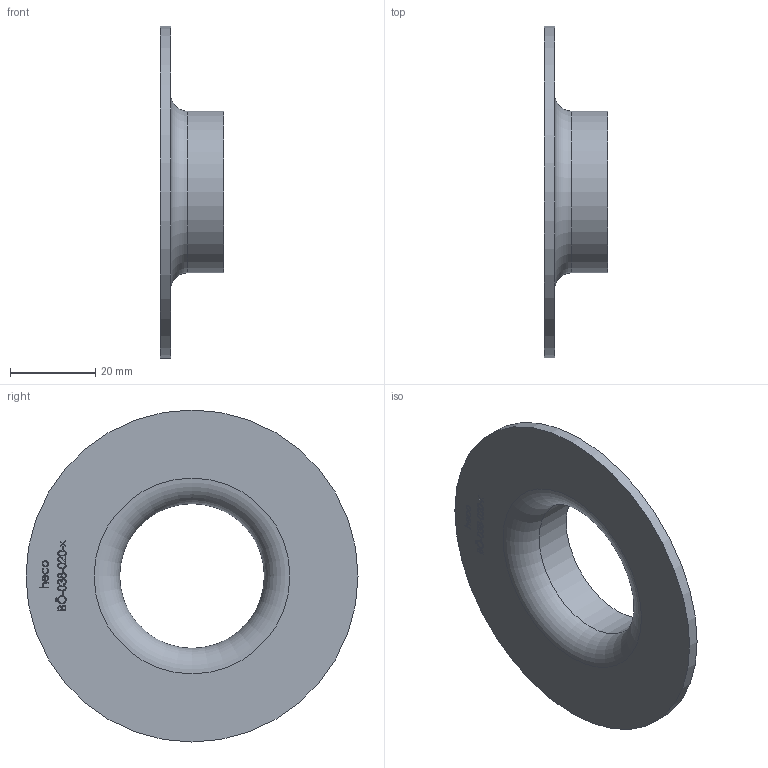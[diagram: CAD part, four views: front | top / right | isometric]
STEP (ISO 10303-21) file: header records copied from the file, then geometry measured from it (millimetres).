
FILE_DESCRIPTION (( 'STEP AP214' ), '1' );
FILE_NAME ('BÖ-038-020-x Vorschweissbördel 2012.STEP', '2020-12-02T11:07:51', ( '' ), ( '' ), 'SwSTEP 2.0', 'SolidWorks 2019', '' );
FILE_SCHEMA (( 'AUTOMOTIVE_DESIGN' ));
Length unit declared in the file: millimetre
Products named in the file (1): BÖ-038-020-x Vorschweissbördel 2012
Bounding box: 15 x 78 x 78 mm (x, y, z)
Volume: 12038.5 mm3; surface area: 11036.9 mm2
Topology: 1 solids, 1 shells, 215 faces, 550 edges, 366 vertices
Faces by surface type: bspline 124, plane 86, cylinder 3, torus 2
Full cylindrical faces by diameter (mm): 34 x1, 38 x1, 78 x1
Entity records: 15844 total; most frequent: CARTESIAN_POINT 9283, ORIENTED_EDGE 1090, EDGE_CURVE 545, DIRECTION 489, VERTEX_POINT 366, LINE 289, VECTOR 289, EDGE_LOOP 251
